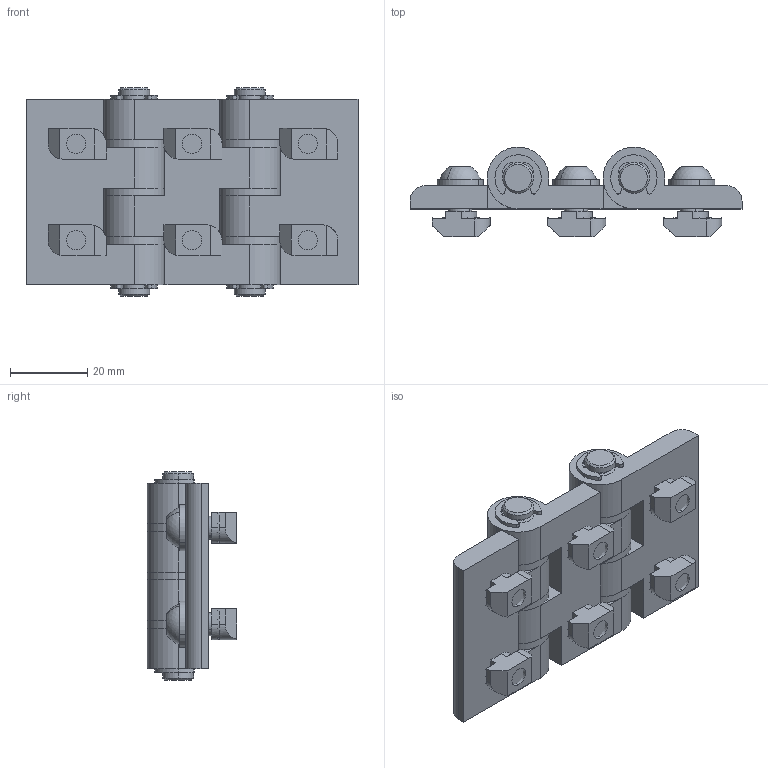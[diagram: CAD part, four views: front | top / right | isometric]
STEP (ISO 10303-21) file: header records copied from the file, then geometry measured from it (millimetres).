
FILE_DESCRIPTION (( 'STEP AP203' ), '1' );
FILE_NAME ('7.25.30.30.30.ST.STEP', '2014-06-26T01:23:43', ( 'USER' ), ( 'Microsoft' ), 'SwSTEP 2.0', 'SolidWorks 2012', '' );
FILE_SCHEMA (( 'CONFIG_CONTROL_DESIGN' ));
Length unit declared in the file: millimetre
Products named in the file (1): 7.25.30.30.30.ST
Bounding box: 86 x 23.2 x 54 mm (x, y, z)
Surface area: 25993.6 mm2 (no closed solid volume)
Topology: 0 solids, 43 shells, 430 faces, 1388 edges, 1006 vertices
Faces by surface type: plane 234, cylinder 164, cone 20, sphere 12
Entity records: 15379 total; most frequent: CARTESIAN_POINT 3161, DIRECTION 2650, ORIENTED_EDGE 2180, EDGE_CURVE 1388, VERTEX_POINT 1006, AXIS2_PLACEMENT_3D 927, LINE 796, VECTOR 796
